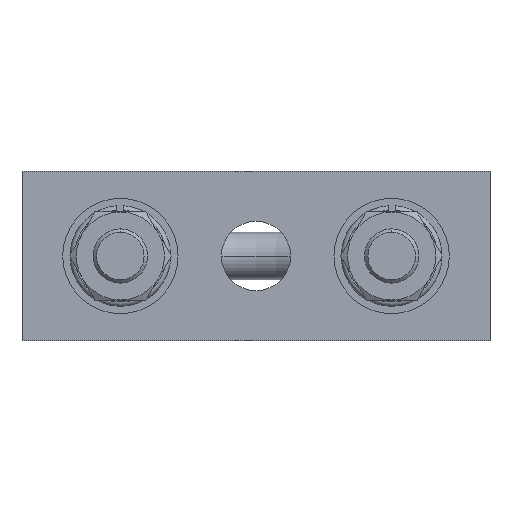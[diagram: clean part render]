
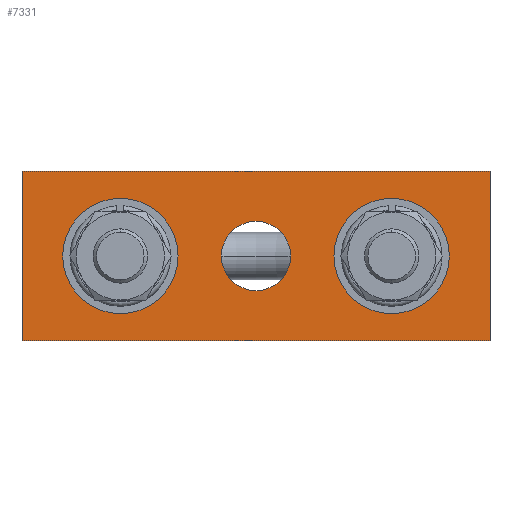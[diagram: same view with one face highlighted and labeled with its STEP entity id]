
A CAD part, front view. The second image highlights one B-rep face of the part: STEP entity #7331.
In plain terms, the highlighted face is planar.
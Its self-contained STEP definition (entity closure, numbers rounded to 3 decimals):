
#63 = VECTOR ( 'NONE', #1038, 1000. ) ;
#575 = CARTESIAN_POINT ( 'NONE',  ( 34.5, -12.5, 4. ) ) ;
#601 = CIRCLE ( 'NONE', #9607, 5.1 ) ;
#691 = EDGE_CURVE ( 'NONE', #8626, #3731, #11699, .T. ) ;
#963 = DIRECTION ( 'NONE',  ( 1., 0., 0. ) ) ;
#966 = CIRCLE ( 'NONE', #11677, 4.5 ) ;
#1038 = DIRECTION ( 'NONE',  ( 0., -1., 0. ) ) ;
#1117 = VECTOR ( 'NONE', #11319, 1000. ) ;
#1198 = CARTESIAN_POINT ( 'NONE',  ( -34.5, 12.5, 4. ) ) ;
#1204 = DIRECTION ( 'NONE',  ( 1., 0., 0. ) ) ;
#1413 = AXIS2_PLACEMENT_3D ( 'NONE', #4576, #10025, #1736 ) ;
#1416 = ORIENTED_EDGE ( 'NONE', *, *, #10596, .F. ) ;
#1540 = AXIS2_PLACEMENT_3D ( 'NONE', #11474, #6823, #1204 ) ;
#1621 = EDGE_CURVE ( 'NONE', #3558, #6942, #966, .T. ) ;
#1736 = DIRECTION ( 'NONE',  ( 1., 0., 0. ) ) ;
#1833 = DIRECTION ( 'NONE',  ( 0., 0., 1. ) ) ;
#1849 = CARTESIAN_POINT ( 'NONE',  ( -34.5, -12.5, 4. ) ) ;
#2006 = FACE_BOUND ( 'NONE', #9183, .T. ) ;
#2433 = DIRECTION ( 'NONE',  ( 1., 0., 0. ) ) ;
#2601 = DIRECTION ( 'NONE',  ( 1., 0., 0. ) ) ;
#2765 = EDGE_CURVE ( 'NONE', #9464, #5648, #4104, .T. ) ;
#2850 = ORIENTED_EDGE ( 'NONE', *, *, #7404, .F. ) ;
#2966 = DIRECTION ( 'NONE',  ( 0., 0., 1. ) ) ;
#3558 = VERTEX_POINT ( 'NONE', #6473 ) ;
#3731 = VERTEX_POINT ( 'NONE', #7235 ) ;
#3817 = VECTOR ( 'NONE', #7201, 1000. ) ;
#3903 = FACE_OUTER_BOUND ( 'NONE', #11215, .T. ) ;
#4104 = LINE ( 'NONE', #9983, #3817 ) ;
#4199 = FACE_BOUND ( 'NONE', #8632, .T. ) ;
#4306 = VERTEX_POINT ( 'NONE', #8821 ) ;
#4318 = VERTEX_POINT ( 'NONE', #575 ) ;
#4417 = DIRECTION ( 'NONE',  ( 1., 0., 0. ) ) ;
#4576 = CARTESIAN_POINT ( 'NONE',  ( 20., 0., 4. ) ) ;
#4800 = CARTESIAN_POINT ( 'NONE',  ( 34.5, 12.5, 4. ) ) ;
#4825 = EDGE_CURVE ( 'NONE', #3731, #8626, #7845, .T. ) ;
#5139 = ORIENTED_EDGE ( 'NONE', *, *, #4825, .F. ) ;
#5150 = AXIS2_PLACEMENT_3D ( 'NONE', #11584, #10731, #9874 ) ;
#5173 = LINE ( 'NONE', #10267, #1117 ) ;
#5270 = ORIENTED_EDGE ( 'NONE', *, *, #8801, .T. ) ;
#5283 = EDGE_LOOP ( 'NONE', ( #11785, #1416 ) ) ;
#5286 = VERTEX_POINT ( 'NONE', #11983 ) ;
#5403 = EDGE_CURVE ( 'NONE', #5286, #4306, #601, .T. ) ;
#5443 = ORIENTED_EDGE ( 'NONE', *, *, #2765, .T. ) ;
#5630 = ORIENTED_EDGE ( 'NONE', *, *, #11668, .T. ) ;
#5648 = VERTEX_POINT ( 'NONE', #1198 ) ;
#5889 = CIRCLE ( 'NONE', #1413, 4.5 ) ;
#6063 = CARTESIAN_POINT ( 'NONE',  ( 20., 0., 4. ) ) ;
#6212 = FACE_BOUND ( 'NONE', #5283, .T. ) ;
#6473 = CARTESIAN_POINT ( 'NONE',  ( 24.5, 0., 4. ) ) ;
#6540 = DIRECTION ( 'NONE',  ( -1., 0., 0. ) ) ;
#6556 = CARTESIAN_POINT ( 'NONE',  ( -20., 0., 4. ) ) ;
#6823 = DIRECTION ( 'NONE',  ( 0., 0., 1. ) ) ;
#6942 = VERTEX_POINT ( 'NONE', #10473 ) ;
#7030 = VERTEX_POINT ( 'NONE', #9707 ) ;
#7201 = DIRECTION ( 'NONE',  ( -1., 0., 0. ) ) ;
#7235 = CARTESIAN_POINT ( 'NONE',  ( -24.5, 0., 4. ) ) ;
#7331 = ADVANCED_FACE ( 'NONE', ( #4199, #6212, #2006, #3903 ), #10340, .F. ) ;
#7404 = EDGE_CURVE ( 'NONE', #4306, #5286, #11561, .T. ) ;
#7520 = DIRECTION ( 'NONE',  ( 0., 0., -1. ) ) ;
#7845 = CIRCLE ( 'NONE', #11544, 4.5 ) ;
#7949 = CARTESIAN_POINT ( 'NONE',  ( 34.5, 12.5, 4. ) ) ;
#7987 = CARTESIAN_POINT ( 'NONE',  ( -34.5, -12.5, 4. ) ) ;
#8357 = ORIENTED_EDGE ( 'NONE', *, *, #9510, .T. ) ;
#8626 = VERTEX_POINT ( 'NONE', #9676 ) ;
#8632 = EDGE_LOOP ( 'NONE', ( #9871, #5139 ) ) ;
#8801 = EDGE_CURVE ( 'NONE', #4318, #9464, #5173, .T. ) ;
#8821 = CARTESIAN_POINT ( 'NONE',  ( 5.1, 0., 4. ) ) ;
#8909 = LINE ( 'NONE', #1849, #63 ) ;
#9000 = ORIENTED_EDGE ( 'NONE', *, *, #5403, .F. ) ;
#9183 = EDGE_LOOP ( 'NONE', ( #2850, #9000 ) ) ;
#9464 = VERTEX_POINT ( 'NONE', #7949 ) ;
#9510 = EDGE_CURVE ( 'NONE', #7030, #4318, #11210, .T. ) ;
#9525 = CARTESIAN_POINT ( 'NONE',  ( 0., 0., 4. ) ) ;
#9607 = AXIS2_PLACEMENT_3D ( 'NONE', #9525, #2966, #2601 ) ;
#9676 = CARTESIAN_POINT ( 'NONE',  ( -15.5, 0., 4. ) ) ;
#9707 = CARTESIAN_POINT ( 'NONE',  ( -34.5, -12.5, 4. ) ) ;
#9871 = ORIENTED_EDGE ( 'NONE', *, *, #691, .F. ) ;
#9874 = DIRECTION ( 'NONE',  ( 1., 0., 0. ) ) ;
#9953 = DIRECTION ( 'NONE',  ( 0., 0., 1. ) ) ;
#9983 = CARTESIAN_POINT ( 'NONE',  ( -34.5, 12.5, 4. ) ) ;
#10025 = DIRECTION ( 'NONE',  ( 0., 0., 1. ) ) ;
#10267 = CARTESIAN_POINT ( 'NONE',  ( 34.5, -12.5, 4. ) ) ;
#10340 = PLANE ( 'NONE',  #11697 ) ;
#10473 = CARTESIAN_POINT ( 'NONE',  ( 15.5, 0., 4. ) ) ;
#10596 = EDGE_CURVE ( 'NONE', #6942, #3558, #5889, .T. ) ;
#10731 = DIRECTION ( 'NONE',  ( 0., 0., 1. ) ) ;
#11210 = LINE ( 'NONE', #7987, #11800 ) ;
#11215 = EDGE_LOOP ( 'NONE', ( #5270, #5443, #5630, #8357 ) ) ;
#11319 = DIRECTION ( 'NONE',  ( 0., 1., 0. ) ) ;
#11474 = CARTESIAN_POINT ( 'NONE',  ( 0., 0., 4. ) ) ;
#11544 = AXIS2_PLACEMENT_3D ( 'NONE', #6556, #1833, #963 ) ;
#11561 = CIRCLE ( 'NONE', #1540, 5.1 ) ;
#11584 = CARTESIAN_POINT ( 'NONE',  ( -20., 0., 4. ) ) ;
#11668 = EDGE_CURVE ( 'NONE', #5648, #7030, #8909, .T. ) ;
#11677 = AXIS2_PLACEMENT_3D ( 'NONE', #6063, #9953, #4417 ) ;
#11697 = AXIS2_PLACEMENT_3D ( 'NONE', #4800, #7520, #6540 ) ;
#11699 = CIRCLE ( 'NONE', #5150, 4.5 ) ;
#11785 = ORIENTED_EDGE ( 'NONE', *, *, #1621, .F. ) ;
#11800 = VECTOR ( 'NONE', #2433, 1000. ) ;
#11983 = CARTESIAN_POINT ( 'NONE',  ( -5.1, 0., 4. ) ) ;
